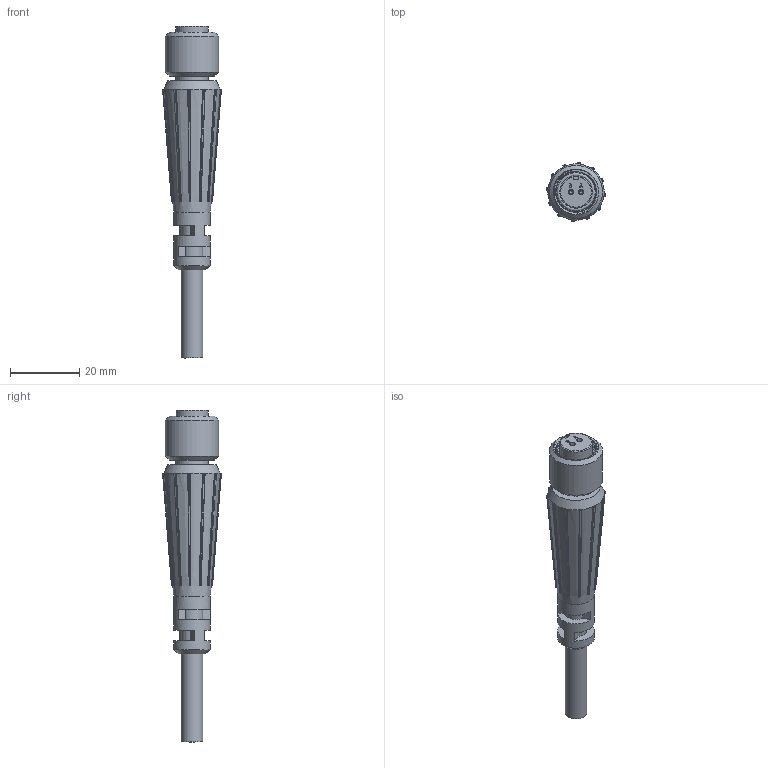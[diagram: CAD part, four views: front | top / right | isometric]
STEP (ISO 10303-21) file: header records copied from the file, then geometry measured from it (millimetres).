
FILE_DESCRIPTION(/* description */ (''),/* implementation_level */ '2;1');
FILE_NAME(/* name */ 'J2C.stp',/* time_stamp */ '2017-05-04T09:30:02-04:00',/* author */ ('aneininger'),/* organization */ (''),/* preprocessor_version */ 'ST-DEVELOPER v16.5',/* originating_system */ 'Autodesk Inventor 2017',/* authorisation */ '');
FILE_SCHEMA (('AUTOMOTIVE_DESIGN { 1 0 10303 214 3 1 1 }'));
Length unit declared in the file: inch
Products named in the file (1): J2C
Bounding box: 17.05 x 17.05 x 96.19 mm (x, y, z)
Volume: 9805.7 mm3; surface area: 5422.6 mm2
Topology: 1 solids, 1 shells, 350 faces, 759 edges, 503 vertices
Faces by surface type: plane 162, cylinder 82, bspline 45, cone 35, torus 26
Full cylindrical faces by diameter (mm): 0.127 x19, 0.203 x38, 1.143 x2, 3.353 x1, 3.988 x1, 4.115 x1, 4.142 x1, 4.267 x1, 6.223 x1, 9.423 x1, 9.677 x1, 10.668 x1, 11.684 x1, 12.7 x1, 15.371 x1
Entity records: 13481 total; most frequent: CARTESIAN_POINT 5957, DIRECTION 1420, ORIENTED_EDGE 1322, EDGE_CURVE 658, AXIS2_PLACEMENT_3D 600, EDGE_LOOP 527, VERTEX_POINT 487, ADVANCED_FACE 350
